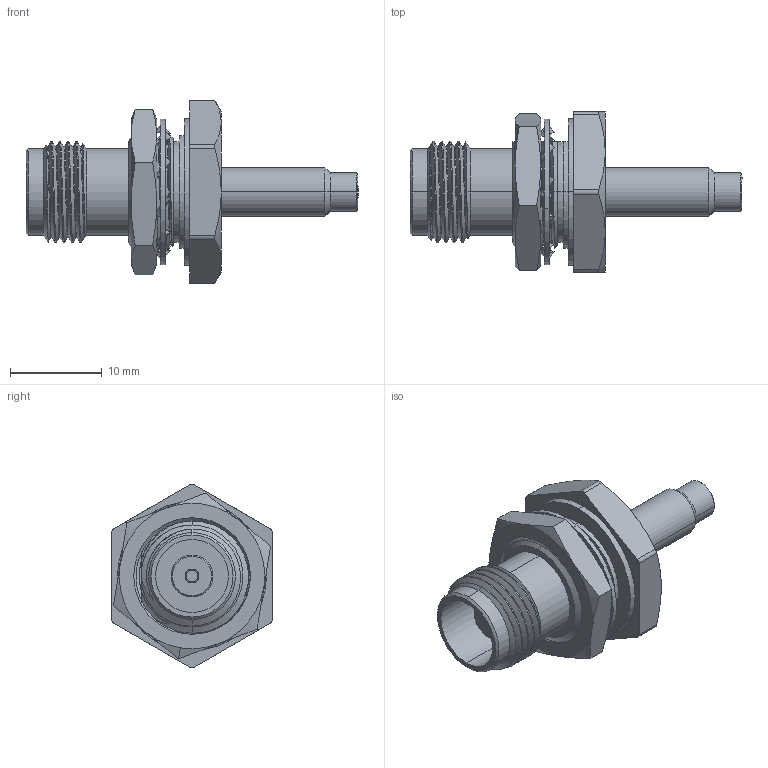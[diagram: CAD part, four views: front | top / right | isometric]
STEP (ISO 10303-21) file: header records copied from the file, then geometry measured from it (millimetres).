
FILE_DESCRIPTION (( 'STEP AP203' ), '1' );
FILE_NAME ('PE4466.step', '2018-04-19T15:35:26', ( '' ), ( '' ), 'SwSTEP 2.0', 'SolidWorks 2017', '' );
FILE_SCHEMA (( 'CONFIG_CONTROL_DESIGN' ));
Length unit declared in the file: inch
Products named in the file (4): Copy of .500 Washer Thin.^PE4466; Copy of PE4466^PE4466; Copy of .500 Nut^PE4466; PE4466
Assembly tree (3 placements, depth 2):
  PE4466
    Copy of PE4466^PE4466
    Copy of .500 Washer Thin.^PE4466
    Copy of .500 Nut^PE4466
Bounding box: 36.2 x 17.46 x 20.01 mm (x, y, z)
Volume: 2697.4 mm3; surface area: 3341.4 mm2
Topology: 5 solids, 5 shells, 261 faces, 719 edges, 477 vertices
Faces by surface type: cylinder 87, bspline 64, plane 62, cone 48
Entity records: 15038 total; most frequent: CARTESIAN_POINT 8603, ORIENTED_EDGE 1438, DIRECTION 1045, EDGE_CURVE 719, VERTEX_POINT 477, AXIS2_PLACEMENT_3D 393, EDGE_LOOP 278, FACE_OUTER_BOUND 261
